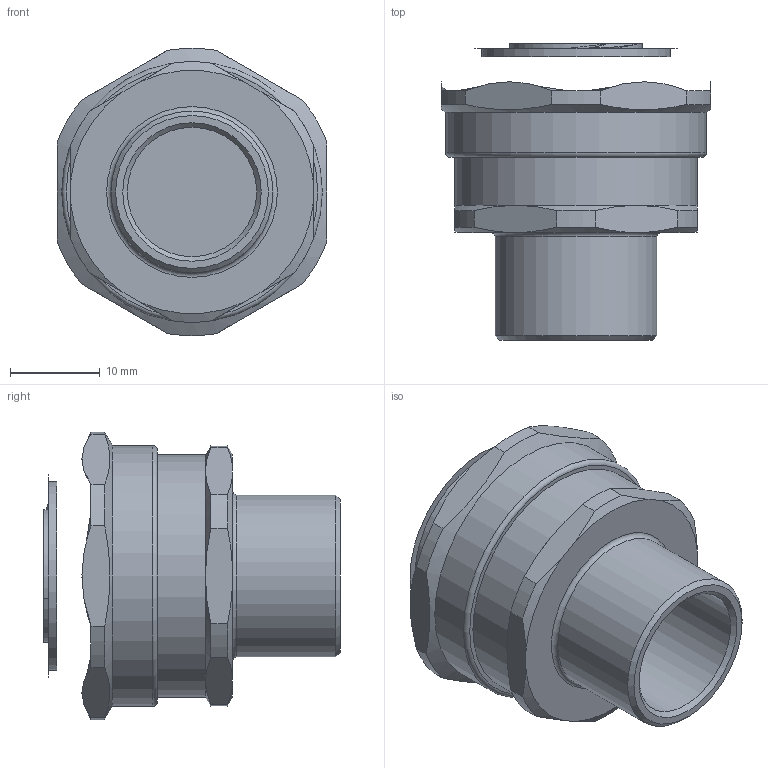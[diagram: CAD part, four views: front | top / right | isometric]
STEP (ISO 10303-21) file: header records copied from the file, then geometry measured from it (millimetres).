
FILE_DESCRIPTION(/* description */ (''),/* implementation_level */ '2;1');
FILE_NAME(/* name */ '',/* time_stamp */ '2025-06-27T10:43:05+07:00',/* author */ ('zeta-72'),/* organization */ (''),/* preprocessor_version */ 'ST-DEVELOPER v19.2',/* originating_system */ 'Autodesk Inventor 2024',/* authorisation */ '');
FILE_SCHEMA (('AUTOMOTIVE_DESIGN { 1 0 10303 214 3 1 1 }'));
Length unit declared in the file: millimetre
Products named in the file (1): Сборка МВВ-М1
6-МР15_Упростить_1
Bounding box: 30 x 33 x 31.95 mm (x, y, z)
Volume: 13652.6 mm3; surface area: 4461.3 mm2
Topology: 1 solids, 1 shells, 63 faces, 153 edges, 98 vertices
Faces by surface type: cylinder 21, plane 20, cone 17, torus 3, bspline 2
Full cylindrical faces by diameter (mm): 13.1 x1, 14.4 x1, 18 x1, 21 x1, 27 x1, 29 x1
Entity records: 2098 total; most frequent: CARTESIAN_POINT 563, ORIENTED_EDGE 306, DIRECTION 301, EDGE_CURVE 153, AXIS2_PLACEMENT_3D 130, VERTEX_POINT 98, EDGE_LOOP 69, CIRCLE 68
